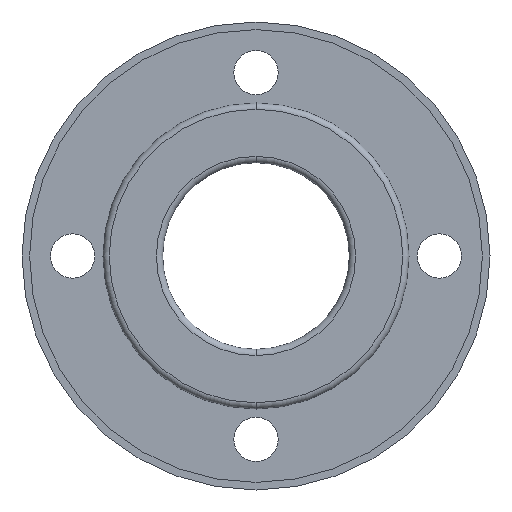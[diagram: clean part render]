
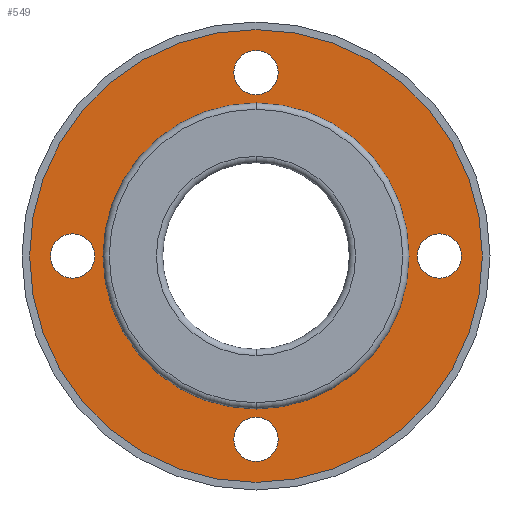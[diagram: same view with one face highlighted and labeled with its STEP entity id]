
A CAD part, front view. The second image highlights one B-rep face of the part: STEP entity #549.
In plain terms, the highlighted planar face has unit normal (0, -1, 0).
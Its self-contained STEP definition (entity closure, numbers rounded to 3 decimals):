
#5 = EDGE_CURVE ( 'NONE', #642, #1236, #111, .T. ) ;
#22 = ORIENTED_EDGE ( 'NONE', *, *, #95, .F. ) ;
#33 = DIRECTION ( 'NONE',  ( 0., -1., 0. ) ) ;
#37 = CARTESIAN_POINT ( 'NONE',  ( 72.5, 19., 0. ) ) ;
#54 = AXIS2_PLACEMENT_3D ( 'NONE', #1290, #1183, #456 ) ;
#63 = CARTESIAN_POINT ( 'NONE',  ( -81.25, 19., 0. ) ) ;
#68 = CARTESIAN_POINT ( 'NONE',  ( 0., 19., 0. ) ) ;
#75 = AXIS2_PLACEMENT_3D ( 'NONE', #37, #346, #946 ) ;
#78 = CIRCLE ( 'NONE', #334, 89.5 ) ;
#95 = EDGE_CURVE ( 'NONE', #907, #559, #396, .T. ) ;
#97 = AXIS2_PLACEMENT_3D ( 'NONE', #566, #770, #1187 ) ;
#111 = CIRCLE ( 'NONE', #134, 8.75 ) ;
#134 = AXIS2_PLACEMENT_3D ( 'NONE', #906, #301, #712 ) ;
#158 = CIRCLE ( 'NONE', #629, 89.5 ) ;
#160 = DIRECTION ( 'NONE',  ( 0., -1., 0. ) ) ;
#180 = ORIENTED_EDGE ( 'NONE', *, *, #185, .F. ) ;
#184 = DIRECTION ( 'NONE',  ( 0., -1., 0. ) ) ;
#185 = EDGE_CURVE ( 'NONE', #336, #310, #158, .T. ) ;
#186 = DIRECTION ( 'NONE',  ( 0., -1., 0. ) ) ;
#188 = EDGE_LOOP ( 'NONE', ( #199, #313 ) ) ;
#194 = EDGE_LOOP ( 'NONE', ( #872, #788 ) ) ;
#199 = ORIENTED_EDGE ( 'NONE', *, *, #757, .F. ) ;
#205 = PLANE ( 'NONE',  #376 ) ;
#216 = EDGE_CURVE ( 'NONE', #310, #336, #78, .T. ) ;
#231 = CIRCLE ( 'NONE', #768, 8.75 ) ;
#236 = EDGE_LOOP ( 'NONE', ( #490, #449 ) ) ;
#248 = CARTESIAN_POINT ( 'NONE',  ( 0., 19., 89.5 ) ) ;
#257 = DIRECTION ( 'NONE',  ( 0., 1., 0. ) ) ;
#273 = DIRECTION ( 'NONE',  ( 0., 0., 1. ) ) ;
#300 = CARTESIAN_POINT ( 'NONE',  ( 0., 19., 60.5 ) ) ;
#301 = DIRECTION ( 'NONE',  ( 0., -1., 0. ) ) ;
#310 = VERTEX_POINT ( 'NONE', #248 ) ;
#313 = ORIENTED_EDGE ( 'NONE', *, *, #377, .F. ) ;
#327 = FACE_BOUND ( 'NONE', #600, .T. ) ;
#331 = CIRCLE ( 'NONE', #1172, 8.75 ) ;
#334 = AXIS2_PLACEMENT_3D ( 'NONE', #771, #356, #749 ) ;
#335 = FACE_BOUND ( 'NONE', #194, .T. ) ;
#336 = VERTEX_POINT ( 'NONE', #1210 ) ;
#346 = DIRECTION ( 'NONE',  ( 0., -1., 0. ) ) ;
#348 = DIRECTION ( 'NONE',  ( 0., 1., 0. ) ) ;
#356 = DIRECTION ( 'NONE',  ( 0., 1., 0. ) ) ;
#364 = VERTEX_POINT ( 'NONE', #300 ) ;
#373 = VERTEX_POINT ( 'NONE', #511 ) ;
#376 = AXIS2_PLACEMENT_3D ( 'NONE', #1032, #517, #929 ) ;
#377 = EDGE_CURVE ( 'NONE', #1086, #373, #718, .T. ) ;
#396 = CIRCLE ( 'NONE', #892, 8.75 ) ;
#407 = CARTESIAN_POINT ( 'NONE',  ( 0., 19., -72.5 ) ) ;
#418 = ORIENTED_EDGE ( 'NONE', *, *, #901, .T. ) ;
#441 = CARTESIAN_POINT ( 'NONE',  ( -72.5, 19., 0. ) ) ;
#443 = VERTEX_POINT ( 'NONE', #798 ) ;
#449 = ORIENTED_EDGE ( 'NONE', *, *, #794, .F. ) ;
#451 = CARTESIAN_POINT ( 'NONE',  ( 0., 19., 63.75 ) ) ;
#456 = DIRECTION ( 'NONE',  ( 0., 0., 1. ) ) ;
#490 = ORIENTED_EDGE ( 'NONE', *, *, #1301, .F. ) ;
#511 = CARTESIAN_POINT ( 'NONE',  ( 0., 19., 81.25 ) ) ;
#517 = DIRECTION ( 'NONE',  ( 0., -1., 0. ) ) ;
#536 = FACE_BOUND ( 'NONE', #236, .T. ) ;
#549 = ADVANCED_FACE ( 'NONE', ( #327, #1156, #335, #536, #1131, #622 ), #205, .T. ) ;
#559 = VERTEX_POINT ( 'NONE', #922 ) ;
#566 = CARTESIAN_POINT ( 'NONE',  ( 0., 19., 72.5 ) ) ;
#582 = DIRECTION ( 'NONE',  ( 0., 0., 1. ) ) ;
#585 = CARTESIAN_POINT ( 'NONE',  ( 0., 19., -63.75 ) ) ;
#600 = EDGE_LOOP ( 'NONE', ( #22, #1012 ) ) ;
#622 = FACE_OUTER_BOUND ( 'NONE', #716, .T. ) ;
#629 = AXIS2_PLACEMENT_3D ( 'NONE', #68, #348, #1080 ) ;
#637 = ORIENTED_EDGE ( 'NONE', *, *, #955, .T. ) ;
#642 = VERTEX_POINT ( 'NONE', #1079 ) ;
#644 = EDGE_CURVE ( 'NONE', #1236, #642, #650, .T. ) ;
#650 = CIRCLE ( 'NONE', #75, 8.75 ) ;
#712 = DIRECTION ( 'NONE',  ( 1., 0., 0. ) ) ;
#716 = EDGE_LOOP ( 'NONE', ( #1116, #180 ) ) ;
#718 = CIRCLE ( 'NONE', #928, 8.75 ) ;
#749 = DIRECTION ( 'NONE',  ( 0., 0., 1. ) ) ;
#757 = EDGE_CURVE ( 'NONE', #373, #1086, #890, .T. ) ;
#768 = AXIS2_PLACEMENT_3D ( 'NONE', #407, #1118, #1129 ) ;
#770 = DIRECTION ( 'NONE',  ( 0., -1., 0. ) ) ;
#771 = CARTESIAN_POINT ( 'NONE',  ( 0., 19., 0. ) ) ;
#788 = ORIENTED_EDGE ( 'NONE', *, *, #644, .F. ) ;
#793 = CARTESIAN_POINT ( 'NONE',  ( 0., 19., 72.5 ) ) ;
#794 = EDGE_CURVE ( 'NONE', #1224, #443, #1040, .T. ) ;
#797 = DIRECTION ( 'NONE',  ( 0., 0., -1. ) ) ;
#798 = CARTESIAN_POINT ( 'NONE',  ( 0., 19., -81.25 ) ) ;
#803 = CARTESIAN_POINT ( 'NONE',  ( 0., 19., -60.5 ) ) ;
#806 = CIRCLE ( 'NONE', #54, 60.5 ) ;
#848 = DIRECTION ( 'NONE',  ( -1., 0., 0. ) ) ;
#872 = ORIENTED_EDGE ( 'NONE', *, *, #5, .F. ) ;
#890 = CIRCLE ( 'NONE', #97, 8.75 ) ;
#892 = AXIS2_PLACEMENT_3D ( 'NONE', #441, #33, #848 ) ;
#901 = EDGE_CURVE ( 'NONE', #364, #1283, #806, .T. ) ;
#906 = CARTESIAN_POINT ( 'NONE',  ( 72.5, 19., 0. ) ) ;
#907 = VERTEX_POINT ( 'NONE', #63 ) ;
#922 = CARTESIAN_POINT ( 'NONE',  ( -63.75, 19., 0. ) ) ;
#928 = AXIS2_PLACEMENT_3D ( 'NONE', #793, #186, #582 ) ;
#929 = DIRECTION ( 'NONE',  ( 0., 0., -1. ) ) ;
#946 = DIRECTION ( 'NONE',  ( 1., 0., 0. ) ) ;
#955 = EDGE_CURVE ( 'NONE', #1283, #364, #1201, .T. ) ;
#958 = EDGE_LOOP ( 'NONE', ( #418, #637 ) ) ;
#976 = EDGE_CURVE ( 'NONE', #559, #907, #331, .T. ) ;
#987 = CARTESIAN_POINT ( 'NONE',  ( 63.75, 19., 0. ) ) ;
#1000 = AXIS2_PLACEMENT_3D ( 'NONE', #1076, #257, #273 ) ;
#1010 = CARTESIAN_POINT ( 'NONE',  ( 0., 19., -72.5 ) ) ;
#1012 = ORIENTED_EDGE ( 'NONE', *, *, #976, .F. ) ;
#1032 = CARTESIAN_POINT ( 'NONE',  ( 0., 19., 0. ) ) ;
#1040 = CIRCLE ( 'NONE', #1059, 8.75 ) ;
#1059 = AXIS2_PLACEMENT_3D ( 'NONE', #1010, #184, #797 ) ;
#1076 = CARTESIAN_POINT ( 'NONE',  ( 0., 19., 0. ) ) ;
#1079 = CARTESIAN_POINT ( 'NONE',  ( 81.25, 19., 0. ) ) ;
#1080 = DIRECTION ( 'NONE',  ( 0., 0., 1. ) ) ;
#1086 = VERTEX_POINT ( 'NONE', #451 ) ;
#1116 = ORIENTED_EDGE ( 'NONE', *, *, #216, .F. ) ;
#1118 = DIRECTION ( 'NONE',  ( 0., -1., 0. ) ) ;
#1129 = DIRECTION ( 'NONE',  ( 0., 0., -1. ) ) ;
#1131 = FACE_BOUND ( 'NONE', #958, .T. ) ;
#1156 = FACE_BOUND ( 'NONE', #188, .T. ) ;
#1172 = AXIS2_PLACEMENT_3D ( 'NONE', #1284, #160, #1297 ) ;
#1183 = DIRECTION ( 'NONE',  ( 0., 1., 0. ) ) ;
#1187 = DIRECTION ( 'NONE',  ( 0., 0., 1. ) ) ;
#1201 = CIRCLE ( 'NONE', #1000, 60.5 ) ;
#1210 = CARTESIAN_POINT ( 'NONE',  ( 0., 19., -89.5 ) ) ;
#1224 = VERTEX_POINT ( 'NONE', #585 ) ;
#1236 = VERTEX_POINT ( 'NONE', #987 ) ;
#1283 = VERTEX_POINT ( 'NONE', #803 ) ;
#1284 = CARTESIAN_POINT ( 'NONE',  ( -72.5, 19., 0. ) ) ;
#1290 = CARTESIAN_POINT ( 'NONE',  ( 0., 19., 0. ) ) ;
#1297 = DIRECTION ( 'NONE',  ( -1., 0., 0. ) ) ;
#1301 = EDGE_CURVE ( 'NONE', #443, #1224, #231, .T. ) ;
